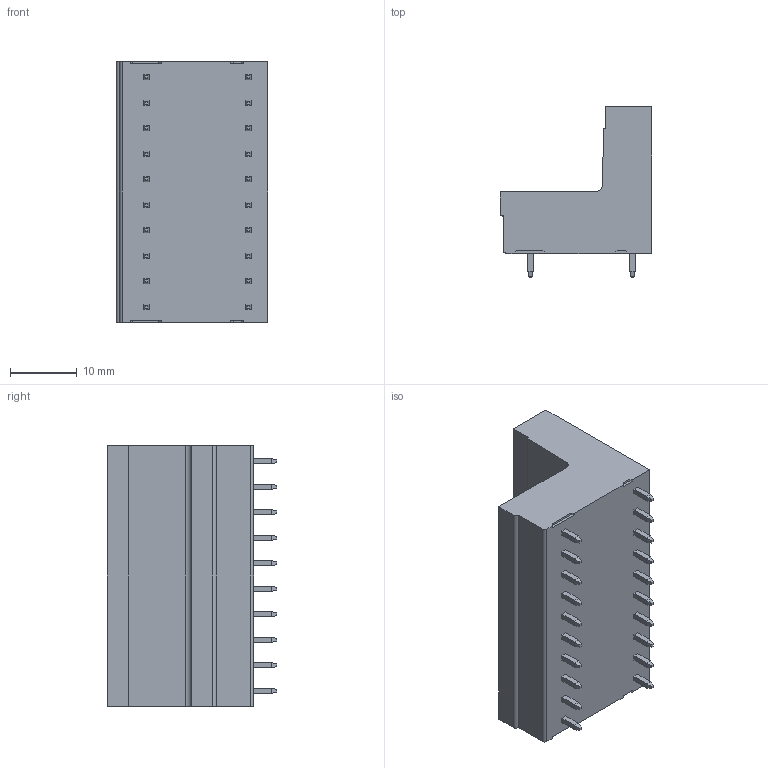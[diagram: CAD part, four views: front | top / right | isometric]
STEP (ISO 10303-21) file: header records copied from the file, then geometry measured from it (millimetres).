
FILE_DESCRIPTION((''),'2;1');
FILE_NAME('TLPHDC-105V-1','2024-09-19T09:41:20',('sheji109'),(''),'CREO PARAMETRIC BY PTC INC, 2018100','CREO PARAMETRIC BY PTC INC, 2018100','');
FILE_SCHEMA(('CONFIG_CONTROL_DESIGN'));
Length unit declared in the file: millimetre
Products named in the file (1): TLPHDC-105V-1
Bounding box: 22.7 x 25.4 x 38.89 mm (x, y, z)
Volume: 9084.7 mm3; surface area: 9455.6 mm2
Topology: 1 solids, 10 shells, 1358 faces, 3505 edges, 2238 vertices
Faces by surface type: plane 1235, cylinder 93, cone 20, sphere 10
Entity records: 40536 total; most frequent: CARTESIAN_POINT 7462, ORIENTED_EDGE 6990, DIRECTION 6392, EDGE_CURVE 3495, VECTOR 3140, LINE 3140, VERTEX_POINT 2238, AXIS2_PLACEMENT_3D 1626
